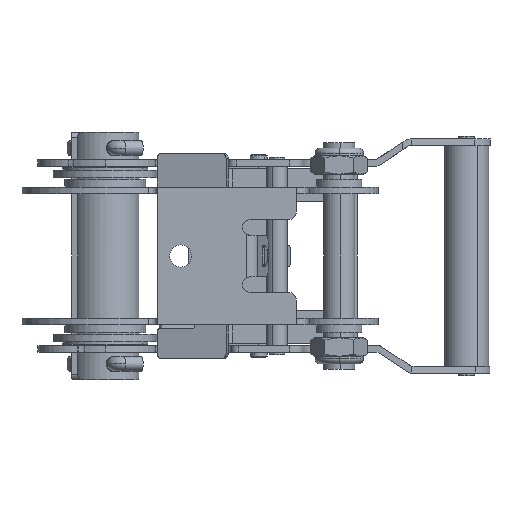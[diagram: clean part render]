
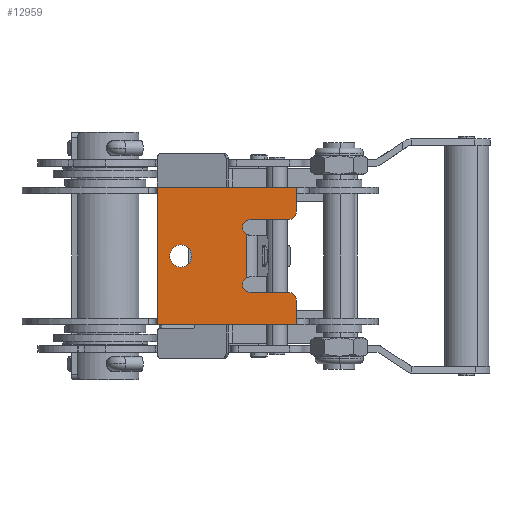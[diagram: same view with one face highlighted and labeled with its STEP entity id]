
A CAD part, front view. The second image highlights one B-rep face of the part: STEP entity #12959.
In plain terms, the highlighted planar face has unit normal (0, -1, 0).
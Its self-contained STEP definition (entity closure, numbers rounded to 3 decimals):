
#39 = CARTESIAN_POINT ( 'NONE',  ( 29., -30., 0. ) ) ;
#40 = DIRECTION ( 'NONE',  ( 0., 1., 0. ) ) ;
#41 = DIRECTION ( 'NONE',  ( 0., 0., 1. ) ) ;
#60 = CARTESIAN_POINT ( 'NONE',  ( 29., -30., 4.25 ) ) ;
#61 = CARTESIAN_POINT ( 'NONE',  ( 29., -30., -4.25 ) ) ;
#123 = CARTESIAN_POINT ( 'NONE',  ( 73.5, -30., -26.5 ) ) ;
#124 = CARTESIAN_POINT ( 'NONE',  ( 20., -30., -26.5 ) ) ;
#168 = CARTESIAN_POINT ( 'NONE',  ( 20., -30., 26.5 ) ) ;
#169 = CARTESIAN_POINT ( 'NONE',  ( 73.5, -30., 26.5 ) ) ;
#198 = CARTESIAN_POINT ( 'NONE',  ( 54.245, -30., -8.422 ) ) ;
#199 = CARTESIAN_POINT ( 'NONE',  ( 55.78, -30., -14. ) ) ;
#200 = CARTESIAN_POINT ( 'NONE',  ( 54.245, -30., 8.422 ) ) ;
#201 = CARTESIAN_POINT ( 'NONE',  ( 55.78, -30., 14. ) ) ;
#202 = CARTESIAN_POINT ( 'NONE',  ( 70.5, -30., 14. ) ) ;
#203 = CARTESIAN_POINT ( 'NONE',  ( 73.5, -30., 17. ) ) ;
#204 = CARTESIAN_POINT ( 'NONE',  ( 73.5, -30., -17. ) ) ;
#205 = CARTESIAN_POINT ( 'NONE',  ( 70.5, -30., -14. ) ) ;
#346 = LINE ( 'NONE', #773, #876 ) ;
#373 = LINE ( 'NONE', #1068, #1225 ) ;
#388 = LINE ( 'NONE', #1152, #1274 ) ;
#389 = LINE ( 'NONE', #1160, #1280 ) ;
#390 = LINE ( 'NONE', #1165, #1283 ) ;
#391 = LINE ( 'NONE', #1167, #1284 ) ;
#392 = LINE ( 'NONE', #1169, #1286 ) ;
#393 = LINE ( 'NONE', #1174, #1290 ) ;
#399 = FACE_OUTER_BOUND ( 'NONE', #12792, .T. ) ;
#400 = FACE_BOUND ( 'NONE', #12793, .T. ) ;
#773 = CARTESIAN_POINT ( 'NONE',  ( 20., -30., -26.5 ) ) ;
#774 = DIRECTION ( 'NONE',  ( 1., 0., 0. ) ) ;
#876 = VECTOR ( 'NONE', #774, 1000. ) ;
#1068 = CARTESIAN_POINT ( 'NONE',  ( 20., -30., 26.5 ) ) ;
#1069 = DIRECTION ( 'NONE',  ( 1., 0., 0. ) ) ;
#1152 = CARTESIAN_POINT ( 'NONE',  ( 54.245, -30., 8. ) ) ;
#1153 = DIRECTION ( 'NONE',  ( 0., 0., 1. ) ) ;
#1154 = CARTESIAN_POINT ( 'NONE',  ( 55.78, -30., -11. ) ) ;
#1155 = DIRECTION ( 'NONE',  ( 0., -1., 0. ) ) ;
#1156 = DIRECTION ( 'NONE',  ( 0., 0., -1. ) ) ;
#1157 = CARTESIAN_POINT ( 'NONE',  ( 55.78, -30., 11. ) ) ;
#1158 = DIRECTION ( 'NONE',  ( 0., -1., 0. ) ) ;
#1159 = DIRECTION ( 'NONE',  ( 0., 0., 1. ) ) ;
#1160 = CARTESIAN_POINT ( 'NONE',  ( 70.5, -30., 14. ) ) ;
#1161 = DIRECTION ( 'NONE',  ( -1., 0., 0. ) ) ;
#1162 = CARTESIAN_POINT ( 'NONE',  ( 70.5, -30., 17. ) ) ;
#1163 = DIRECTION ( 'NONE',  ( 0., 1., 0. ) ) ;
#1164 = DIRECTION ( 'NONE',  ( 0., 0., -1. ) ) ;
#1165 = CARTESIAN_POINT ( 'NONE',  ( 73.5, -30., 24. ) ) ;
#1166 = DIRECTION ( 'NONE',  ( 0., 0., -1. ) ) ;
#1167 = CARTESIAN_POINT ( 'NONE',  ( 20., -30., -24. ) ) ;
#1168 = DIRECTION ( 'NONE',  ( 0., 0., 1. ) ) ;
#1169 = CARTESIAN_POINT ( 'NONE',  ( 73.5, -30., -24. ) ) ;
#1170 = DIRECTION ( 'NONE',  ( 0., 0., -1. ) ) ;
#1171 = CARTESIAN_POINT ( 'NONE',  ( 70.5, -30., -17. ) ) ;
#1172 = DIRECTION ( 'NONE',  ( 0., 1., 0. ) ) ;
#1173 = DIRECTION ( 'NONE',  ( 0., 0., 1. ) ) ;
#1174 = CARTESIAN_POINT ( 'NONE',  ( 70.5, -30., -14. ) ) ;
#1175 = DIRECTION ( 'NONE',  ( 1., 0., 0. ) ) ;
#1176 = CARTESIAN_POINT ( 'NONE',  ( 29., -30., 0. ) ) ;
#1177 = DIRECTION ( 'NONE',  ( 0., 1., 0. ) ) ;
#1178 = DIRECTION ( 'NONE',  ( 0., 0., 1. ) ) ;
#1189 = PLANE ( 'NONE',  #1296 ) ;
#1190 = CARTESIAN_POINT ( 'NONE',  ( 70.5, -30., 17. ) ) ;
#1191 = DIRECTION ( 'NONE',  ( 0., -1., 0. ) ) ;
#1192 = DIRECTION ( 'NONE',  ( 0., 0., -1. ) ) ;
#1225 = VECTOR ( 'NONE', #1069, 1000. ) ;
#1264 = CIRCLE ( 'NONE', #1275, 3. ) ;
#1274 = VECTOR ( 'NONE', #1153, 1000. ) ;
#1275 = AXIS2_PLACEMENT_3D ( 'NONE', #1154, #1155, #1156 ) ;
#1276 = CIRCLE ( 'NONE', #1277, 3. ) ;
#1277 = AXIS2_PLACEMENT_3D ( 'NONE', #1157, #1158, #1159 ) ;
#1279 = CIRCLE ( 'NONE', #1281, 3. ) ;
#1280 = VECTOR ( 'NONE', #1161, 1000. ) ;
#1281 = AXIS2_PLACEMENT_3D ( 'NONE', #1162, #1163, #1164 ) ;
#1282 = CIRCLE ( 'NONE', #1287, 3. ) ;
#1283 = VECTOR ( 'NONE', #1166, 1000. ) ;
#1284 = VECTOR ( 'NONE', #1168, 1000. ) ;
#1286 = VECTOR ( 'NONE', #1170, 1000. ) ;
#1287 = AXIS2_PLACEMENT_3D ( 'NONE', #1171, #1172, #1173 ) ;
#1289 = CIRCLE ( 'NONE', #1291, 4.25 ) ;
#1290 = VECTOR ( 'NONE', #1175, 1000. ) ;
#1291 = AXIS2_PLACEMENT_3D ( 'NONE', #1176, #1177, #1178 ) ;
#1296 = AXIS2_PLACEMENT_3D ( 'NONE', #1190, #1191, #1192 ) ;
#11769 = EDGE_CURVE ( 'NONE', #11952, #11951, #17687, .T. ) ;
#11951 = VERTEX_POINT ( 'NONE', #60 ) ;
#11952 = VERTEX_POINT ( 'NONE', #61 ) ;
#12014 = VERTEX_POINT ( 'NONE', #123 ) ;
#12015 = VERTEX_POINT ( 'NONE', #124 ) ;
#12059 = VERTEX_POINT ( 'NONE', #168 ) ;
#12060 = VERTEX_POINT ( 'NONE', #169 ) ;
#12089 = VERTEX_POINT ( 'NONE', #198 ) ;
#12090 = VERTEX_POINT ( 'NONE', #199 ) ;
#12091 = VERTEX_POINT ( 'NONE', #200 ) ;
#12092 = VERTEX_POINT ( 'NONE', #201 ) ;
#12093 = VERTEX_POINT ( 'NONE', #202 ) ;
#12094 = VERTEX_POINT ( 'NONE', #203 ) ;
#12095 = VERTEX_POINT ( 'NONE', #204 ) ;
#12096 = VERTEX_POINT ( 'NONE', #205 ) ;
#12559 = EDGE_CURVE ( 'NONE', #12015, #12014, #346, .T. ) ;
#12685 = ORIENTED_EDGE ( 'NONE', *, *, #12944, .F. ) ;
#12688 = ORIENTED_EDGE ( 'NONE', *, *, #12945, .F. ) ;
#12689 = ORIENTED_EDGE ( 'NONE', *, *, #12943, .T. ) ;
#12690 = ORIENTED_EDGE ( 'NONE', *, *, #12946, .F. ) ;
#12691 = ORIENTED_EDGE ( 'NONE', *, *, #12947, .F. ) ;
#12692 = ORIENTED_EDGE ( 'NONE', *, *, #12948, .F. ) ;
#12693 = ORIENTED_EDGE ( 'NONE', *, *, #12910, .F. ) ;
#12694 = ORIENTED_EDGE ( 'NONE', *, *, #12949, .F. ) ;
#12695 = ORIENTED_EDGE ( 'NONE', *, *, #12559, .T. ) ;
#12696 = ORIENTED_EDGE ( 'NONE', *, *, #12950, .F. ) ;
#12697 = ORIENTED_EDGE ( 'NONE', *, *, #12952, .F. ) ;
#12698 = ORIENTED_EDGE ( 'NONE', *, *, #12951, .F. ) ;
#12700 = ORIENTED_EDGE ( 'NONE', *, *, #12953, .T. ) ;
#12701 = ORIENTED_EDGE ( 'NONE', *, *, #11769, .T. ) ;
#12792 = EDGE_LOOP ( 'NONE', ( #12685, #12689, #12688, #12690, #12691, #12692, #12693, #12694, #12695, #12696, #12698, #12697 ) ) ;
#12793 = EDGE_LOOP ( 'NONE', ( #12701, #12700 ) ) ;
#12910 = EDGE_CURVE ( 'NONE', #12059, #12060, #373, .T. ) ;
#12943 = EDGE_CURVE ( 'NONE', #12089, #12091, #388, .T. ) ;
#12944 = EDGE_CURVE ( 'NONE', #12089, #12090, #1264, .T. ) ;
#12945 = EDGE_CURVE ( 'NONE', #12092, #12091, #1276, .T. ) ;
#12946 = EDGE_CURVE ( 'NONE', #12093, #12092, #389, .T. ) ;
#12947 = EDGE_CURVE ( 'NONE', #12094, #12093, #1279, .T. ) ;
#12948 = EDGE_CURVE ( 'NONE', #12060, #12094, #390, .T. ) ;
#12949 = EDGE_CURVE ( 'NONE', #12015, #12059, #391, .T. ) ;
#12950 = EDGE_CURVE ( 'NONE', #12095, #12014, #392, .T. ) ;
#12951 = EDGE_CURVE ( 'NONE', #12096, #12095, #1282, .T. ) ;
#12952 = EDGE_CURVE ( 'NONE', #12090, #12096, #393, .T. ) ;
#12953 = EDGE_CURVE ( 'NONE', #11951, #11952, #1289, .T. ) ;
#12959 = ADVANCED_FACE ( 'NONE', ( #399, #400 ), #1189, .T. ) ;
#17687 = CIRCLE ( 'NONE', #17696, 4.25 ) ;
#17696 = AXIS2_PLACEMENT_3D ( 'NONE', #39, #40, #41 ) ;
